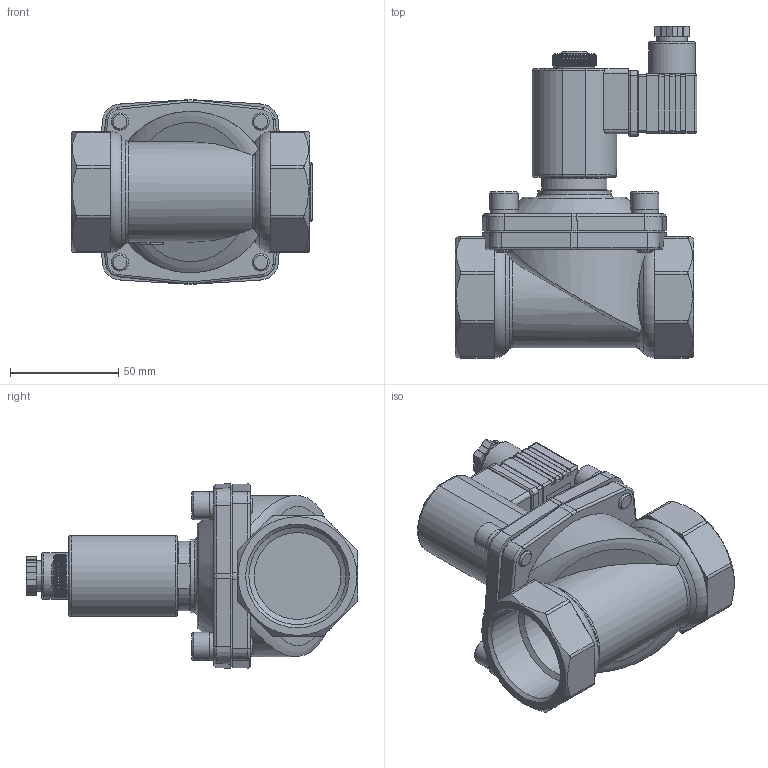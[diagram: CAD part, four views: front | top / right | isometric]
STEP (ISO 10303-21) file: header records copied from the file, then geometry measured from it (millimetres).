
FILE_DESCRIPTION((''),'2;1');
FILE_NAME('EZ1A40P040B24=.stp','2022-01-24T10:41:08',('RL'),(''),'Autodesk Inventor 2012','Autodesk Inventor 2012','');
FILE_SCHEMA(('AUTOMOTIVE_DESIGN { 1 0 10303 214 1 1 1 1 }'));
Length unit declared in the file: millimetre
Products named in the file (3): EZ1A40P040B24/=; EZ1A40E040B23050; GDA09
Assembly tree (2 placements, depth 2):
  EZ1A40P040B24/=
    EZ1A40E040B23050
    GDA09
Bounding box: 111.5 x 153.15 x 85.15 mm (x, y, z)
Volume: 392593.6 mm3; surface area: 72308.4 mm2
Topology: 3 solids, 7 shells, 932 faces, 2366 edges, 1491 vertices
Faces by surface type: plane 656, cylinder 189, torus 45, cone 42
Full cylindrical faces by diameter (mm): 1.7 x3, 2.459 x1, 3 x1, 3.2 x1, 5.5 x1, 6.6 x2, 7 x1, 8 x8, 8.5 x5, 8.7 x4, 10.5 x1, 12.7 x4, 13 x4, 14 x1, 19 x1, 20 x1, 21.5 x1, 22 x1, 29.8 x1, 33.8 x1, 40.1 x2, 44.845 x2
Entity records: 28942 total; most frequent: CARTESIAN_POINT 6207, ORIENTED_EDGE 4554, DIRECTION 4418, EDGE_CURVE 2277, AXIS2_PLACEMENT_3D 1520, VERTEX_POINT 1477, VECTOR 1378, LINE 1378
